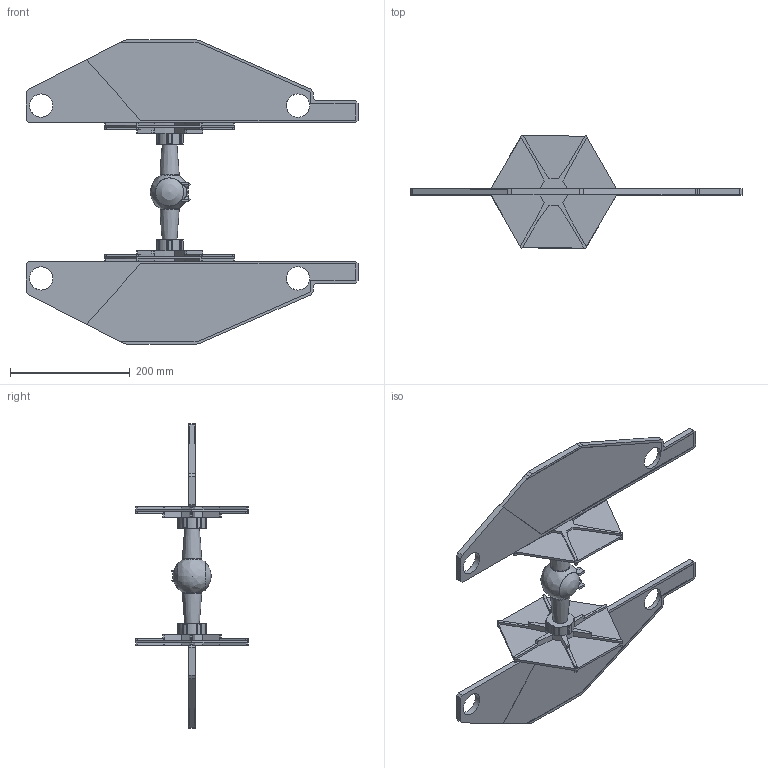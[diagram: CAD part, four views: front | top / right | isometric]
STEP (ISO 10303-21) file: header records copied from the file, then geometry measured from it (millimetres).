
FILE_DESCRIPTION(('FreeCAD Model'),'2;1');
FILE_NAME('Open CASCADE Shape Model','2025-05-03T14:22:35',('FreeCAD'),( 'FreeCAD'),'Open CASCADE STEP processor 7.6','FreeCAD','Unknown');
FILE_SCHEMA(('AUTOMOTIVE_DESIGN { 1 0 10303 214 1 1 1 1 }'));
Length unit declared in the file: millimetre
Products named in the file (1): Open CASCADE STEP translator 7.6 1
Bounding box: 555.31 x 188.65 x 509.78 mm (x, y, z)
Volume: 1350103.9 mm3; surface area: 426210.4 mm2
Topology: 3 solids, 3 shells, 841 faces, 2222 edges, 1368 vertices
Faces by surface type: bspline 841
Entity records: 24629 total; most frequent: CARTESIAN_POINT 11682, ORIENTED_EDGE 4420, EDGE_CURVE 2210, B_SPLINE_CURVE_WITH_KNOTS 1639, VERTEX_POINT 1366, FACE_BOUND 888, EDGE_LOOP 886, ADVANCED_FACE 841
